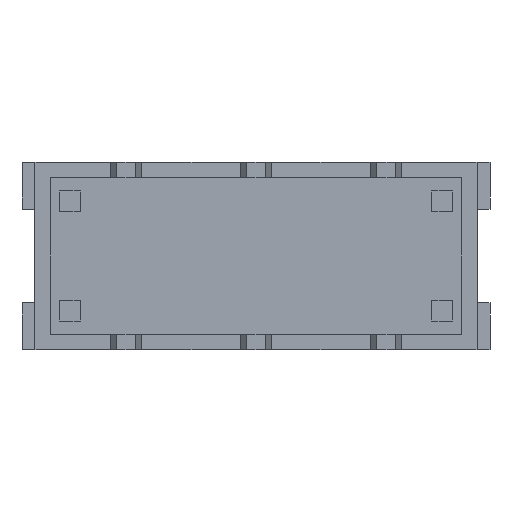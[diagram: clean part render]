
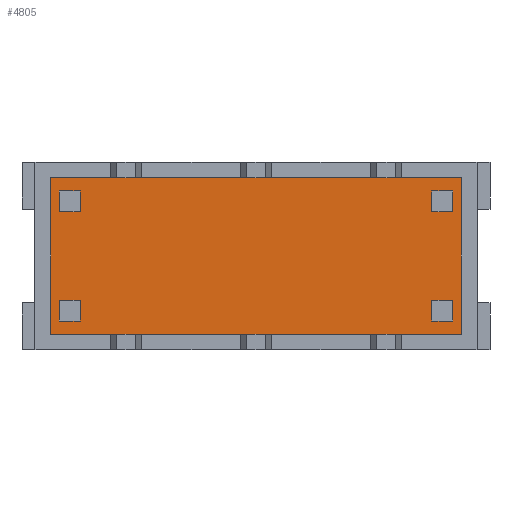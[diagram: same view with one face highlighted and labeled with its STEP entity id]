
A CAD part, front view. The second image highlights one B-rep face of the part: STEP entity #4805.
In plain terms, the highlighted planar face has unit normal (0, -1, 0).
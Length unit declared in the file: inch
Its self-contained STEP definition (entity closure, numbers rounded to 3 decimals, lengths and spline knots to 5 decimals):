
#142=FACE_BOUND('',#422,.T.);
#143=FACE_BOUND('',#423,.T.);
#144=FACE_BOUND('',#424,.T.);
#145=FACE_BOUND('',#425,.T.);
#156=FACE_OUTER_BOUND('',#421,.T.);
#421=EDGE_LOOP('',(#2981,#2982,#2983,#2984));
#422=EDGE_LOOP('',(#2985,#2986,#2987,#2988));
#423=EDGE_LOOP('',(#2989,#2990,#2991,#2992));
#424=EDGE_LOOP('',(#2993,#2994,#2995,#2996));
#425=EDGE_LOOP('',(#2997,#2998,#2999,#3000));
#700=LINE('',#6580,#1287);
#701=LINE('',#6582,#1288);
#702=LINE('',#6584,#1289);
#703=LINE('',#6585,#1290);
#704=LINE('',#6588,#1291);
#705=LINE('',#6590,#1292);
#706=LINE('',#6592,#1293);
#707=LINE('',#6593,#1294);
#708=LINE('',#6596,#1295);
#709=LINE('',#6598,#1296);
#710=LINE('',#6600,#1297);
#711=LINE('',#6601,#1298);
#712=LINE('',#6604,#1299);
#713=LINE('',#6606,#1300);
#714=LINE('',#6608,#1301);
#715=LINE('',#6609,#1302);
#716=LINE('',#6612,#1303);
#717=LINE('',#6614,#1304);
#718=LINE('',#6616,#1305);
#719=LINE('',#6617,#1306);
#1287=VECTOR('',#5393,0.11811);
#1288=VECTOR('',#5394,0.31102);
#1289=VECTOR('',#5395,0.11811);
#1290=VECTOR('',#5396,0.31102);
#1291=VECTOR('',#5397,0.01575);
#1292=VECTOR('',#5398,0.01575);
#1293=VECTOR('',#5399,0.01575);
#1294=VECTOR('',#5400,0.01575);
#1295=VECTOR('',#5401,0.01575);
#1296=VECTOR('',#5402,0.01575);
#1297=VECTOR('',#5403,0.01575);
#1298=VECTOR('',#5404,0.01575);
#1299=VECTOR('',#5405,0.01575);
#1300=VECTOR('',#5406,0.01575);
#1301=VECTOR('',#5407,0.01575);
#1302=VECTOR('',#5408,0.01575);
#1303=VECTOR('',#5409,0.01575);
#1304=VECTOR('',#5410,0.01575);
#1305=VECTOR('',#5411,0.01575);
#1306=VECTOR('',#5412,0.01575);
#1874=VERTEX_POINT('',#6578);
#1875=VERTEX_POINT('',#6579);
#1876=VERTEX_POINT('',#6581);
#1877=VERTEX_POINT('',#6583);
#1878=VERTEX_POINT('',#6586);
#1879=VERTEX_POINT('',#6587);
#1880=VERTEX_POINT('',#6589);
#1881=VERTEX_POINT('',#6591);
#1882=VERTEX_POINT('',#6594);
#1883=VERTEX_POINT('',#6595);
#1884=VERTEX_POINT('',#6597);
#1885=VERTEX_POINT('',#6599);
#1886=VERTEX_POINT('',#6602);
#1887=VERTEX_POINT('',#6603);
#1888=VERTEX_POINT('',#6605);
#1889=VERTEX_POINT('',#6607);
#1890=VERTEX_POINT('',#6610);
#1891=VERTEX_POINT('',#6611);
#1892=VERTEX_POINT('',#6613);
#1893=VERTEX_POINT('',#6615);
#2300=EDGE_CURVE('',#1874,#1875,#700,.T.);
#2301=EDGE_CURVE('',#1876,#1874,#701,.T.);
#2302=EDGE_CURVE('',#1877,#1876,#702,.T.);
#2303=EDGE_CURVE('',#1875,#1877,#703,.T.);
#2304=EDGE_CURVE('',#1878,#1879,#704,.T.);
#2305=EDGE_CURVE('',#1880,#1878,#705,.T.);
#2306=EDGE_CURVE('',#1881,#1880,#706,.T.);
#2307=EDGE_CURVE('',#1879,#1881,#707,.T.);
#2308=EDGE_CURVE('',#1882,#1883,#708,.T.);
#2309=EDGE_CURVE('',#1884,#1882,#709,.T.);
#2310=EDGE_CURVE('',#1885,#1884,#710,.T.);
#2311=EDGE_CURVE('',#1883,#1885,#711,.T.);
#2312=EDGE_CURVE('',#1886,#1887,#712,.T.);
#2313=EDGE_CURVE('',#1888,#1886,#713,.T.);
#2314=EDGE_CURVE('',#1889,#1888,#714,.T.);
#2315=EDGE_CURVE('',#1887,#1889,#715,.T.);
#2316=EDGE_CURVE('',#1890,#1891,#716,.T.);
#2317=EDGE_CURVE('',#1892,#1890,#717,.T.);
#2318=EDGE_CURVE('',#1893,#1892,#718,.T.);
#2319=EDGE_CURVE('',#1891,#1893,#719,.T.);
#2981=ORIENTED_EDGE('',*,*,#2300,.F.);
#2982=ORIENTED_EDGE('',*,*,#2301,.F.);
#2983=ORIENTED_EDGE('',*,*,#2302,.F.);
#2984=ORIENTED_EDGE('',*,*,#2303,.F.);
#2985=ORIENTED_EDGE('',*,*,#2304,.F.);
#2986=ORIENTED_EDGE('',*,*,#2305,.F.);
#2987=ORIENTED_EDGE('',*,*,#2306,.F.);
#2988=ORIENTED_EDGE('',*,*,#2307,.F.);
#2989=ORIENTED_EDGE('',*,*,#2308,.F.);
#2990=ORIENTED_EDGE('',*,*,#2309,.F.);
#2991=ORIENTED_EDGE('',*,*,#2310,.F.);
#2992=ORIENTED_EDGE('',*,*,#2311,.F.);
#2993=ORIENTED_EDGE('',*,*,#2312,.F.);
#2994=ORIENTED_EDGE('',*,*,#2313,.F.);
#2995=ORIENTED_EDGE('',*,*,#2314,.F.);
#2996=ORIENTED_EDGE('',*,*,#2315,.F.);
#2997=ORIENTED_EDGE('',*,*,#2316,.F.);
#2998=ORIENTED_EDGE('',*,*,#2317,.F.);
#2999=ORIENTED_EDGE('',*,*,#2318,.F.);
#3000=ORIENTED_EDGE('',*,*,#2319,.F.);
#4343=PLANE('',#5090);
#4805=ADVANCED_FACE('',(#156,#142,#143,#144,#145),#4343,.F.);
#5090=AXIS2_PLACEMENT_3D('',#6577,#5391,#5392);
#5391=DIRECTION('center_axis',(0.,1.,0.));
#5392=DIRECTION('ref_axis',(1.,0.,0.));
#5393=DIRECTION('',(0.,0.,-1.));
#5394=DIRECTION('',(1.,0.,0.));
#5395=DIRECTION('',(0.,0.,1.));
#5396=DIRECTION('',(-1.,0.,0.));
#5397=DIRECTION('',(-1.,0.,0.));
#5398=DIRECTION('',(0.,0.,1.));
#5399=DIRECTION('',(1.,0.,0.));
#5400=DIRECTION('',(0.,0.,-1.));
#5401=DIRECTION('',(0.,0.,-1.));
#5402=DIRECTION('',(-1.,0.,0.));
#5403=DIRECTION('',(0.,0.,1.));
#5404=DIRECTION('',(1.,0.,0.));
#5405=DIRECTION('',(0.,0.,1.));
#5406=DIRECTION('',(1.,0.,0.));
#5407=DIRECTION('',(0.,0.,-1.));
#5408=DIRECTION('',(-1.,0.,0.));
#5409=DIRECTION('',(1.,0.,0.));
#5410=DIRECTION('',(0.,0.,-1.));
#5411=DIRECTION('',(-1.,0.,0.));
#5412=DIRECTION('',(0.,0.,1.));
#6577=CARTESIAN_POINT('Origin',(0.,0.,0.));
#6578=CARTESIAN_POINT('',(0.15551,0.,0.05906));
#6579=CARTESIAN_POINT('',(0.15551,0.,-0.05906));
#6580=CARTESIAN_POINT('',(0.15551,0.,0.05906));
#6581=CARTESIAN_POINT('',(-0.15551,0.,0.05906));
#6582=CARTESIAN_POINT('',(-0.15551,0.,0.05906));
#6583=CARTESIAN_POINT('',(-0.15551,0.,-0.05906));
#6584=CARTESIAN_POINT('',(-0.15551,0.,-0.05906));
#6585=CARTESIAN_POINT('',(0.15551,0.,-0.05906));
#6586=CARTESIAN_POINT('',(-0.13307,0.,-0.03346));
#6587=CARTESIAN_POINT('',(-0.14882,0.,-0.03346));
#6588=CARTESIAN_POINT('',(-0.13307,0.,-0.03346));
#6589=CARTESIAN_POINT('',(-0.13307,0.,-0.04921));
#6590=CARTESIAN_POINT('',(-0.13307,0.,-0.04921));
#6591=CARTESIAN_POINT('',(-0.14882,0.,-0.04921));
#6592=CARTESIAN_POINT('',(-0.14882,0.,-0.04921));
#6593=CARTESIAN_POINT('',(-0.14882,0.,-0.03346));
#6594=CARTESIAN_POINT('',(0.13307,0.,-0.03346));
#6595=CARTESIAN_POINT('',(0.13307,0.,-0.04921));
#6596=CARTESIAN_POINT('',(0.13307,0.,-0.03346));
#6597=CARTESIAN_POINT('',(0.14882,0.,-0.03346));
#6598=CARTESIAN_POINT('',(0.14882,0.,-0.03346));
#6599=CARTESIAN_POINT('',(0.14882,0.,-0.04921));
#6600=CARTESIAN_POINT('',(0.14882,0.,-0.04921));
#6601=CARTESIAN_POINT('',(0.13307,0.,-0.04921));
#6602=CARTESIAN_POINT('',(-0.13307,0.,0.03346));
#6603=CARTESIAN_POINT('',(-0.13307,0.,0.04921));
#6604=CARTESIAN_POINT('',(-0.13307,0.,0.03346));
#6605=CARTESIAN_POINT('',(-0.14882,0.,0.03346));
#6606=CARTESIAN_POINT('',(-0.14882,0.,0.03346));
#6607=CARTESIAN_POINT('',(-0.14882,0.,0.04921));
#6608=CARTESIAN_POINT('',(-0.14882,0.,0.04921));
#6609=CARTESIAN_POINT('',(-0.13307,0.,0.04921));
#6610=CARTESIAN_POINT('',(0.13307,0.,0.03346));
#6611=CARTESIAN_POINT('',(0.14882,0.,0.03346));
#6612=CARTESIAN_POINT('',(0.13307,0.,0.03346));
#6613=CARTESIAN_POINT('',(0.13307,0.,0.04921));
#6614=CARTESIAN_POINT('',(0.13307,0.,0.04921));
#6615=CARTESIAN_POINT('',(0.14882,0.,0.04921));
#6616=CARTESIAN_POINT('',(0.14882,0.,0.04921));
#6617=CARTESIAN_POINT('',(0.14882,0.,0.03346));
